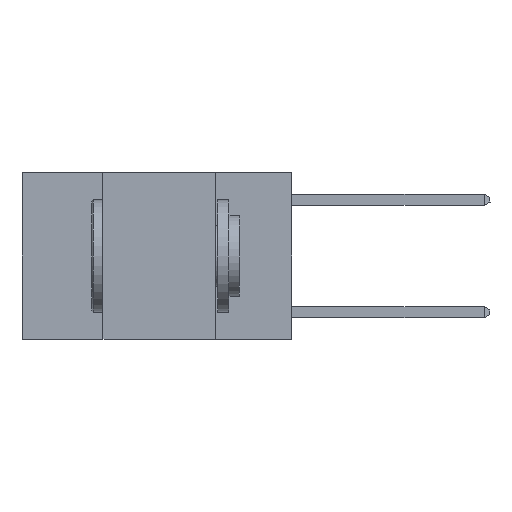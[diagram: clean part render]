
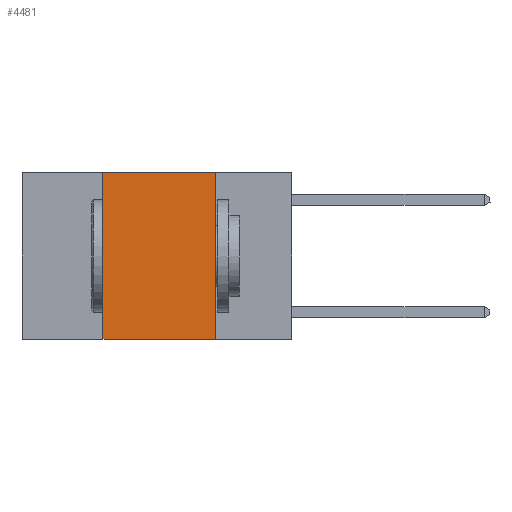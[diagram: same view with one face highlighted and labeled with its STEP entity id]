
A CAD part, left-side view. The second image highlights one B-rep face of the part: STEP entity #4481.
In plain terms, the highlighted planar face has unit normal (-1, 0, 0).
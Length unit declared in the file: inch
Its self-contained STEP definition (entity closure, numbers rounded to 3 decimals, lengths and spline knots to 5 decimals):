
#100 = VERTEX_POINT ( 'NONE', #6053 ) ;
#434 = VECTOR ( 'NONE', #7405, 39.37008 ) ;
#844 = EDGE_CURVE ( 'NONE', #11789, #100, #14674, .T. ) ;
#970 = ORIENTED_EDGE ( 'NONE', *, *, #844, .F. ) ;
#1239 = EDGE_CURVE ( 'NONE', #14125, #1911, #11417, .T. ) ;
#1911 = VERTEX_POINT ( 'NONE', #7625 ) ;
#3325 = VECTOR ( 'NONE', #14522, 39.37008 ) ;
#3737 = LINE ( 'NONE', #5773, #3325 ) ;
#4481 = ADVANCED_FACE ( 'NONE', ( #15603 ), #13824, .F. ) ;
#4665 = VECTOR ( 'NONE', #10603, 39.37008 ) ;
#5274 = CARTESIAN_POINT ( 'NONE',  ( 0., 0.42, 0. ) ) ;
#5773 = CARTESIAN_POINT ( 'NONE',  ( 0., 0.6, -0.37 ) ) ;
#6053 = CARTESIAN_POINT ( 'NONE',  ( 0., 0.42, 0. ) ) ;
#6222 = ORIENTED_EDGE ( 'NONE', *, *, #10199, .T. ) ;
#6399 = DIRECTION ( 'NONE',  ( 0., 0., -1. ) ) ;
#7405 = DIRECTION ( 'NONE',  ( 0., -1., 0. ) ) ;
#7445 = LINE ( 'NONE', #12375, #434 ) ;
#7625 = CARTESIAN_POINT ( 'NONE',  ( 0., 0.17, -0.37 ) ) ;
#8105 = VECTOR ( 'NONE', #10092, 39.37008 ) ;
#8566 = CARTESIAN_POINT ( 'NONE',  ( 0., 0.17, 0. ) ) ;
#8850 = AXIS2_PLACEMENT_3D ( 'NONE', #11376, #13878, #6399 ) ;
#10092 = DIRECTION ( 'NONE',  ( 0., 0., -1. ) ) ;
#10199 = EDGE_CURVE ( 'NONE', #11789, #1911, #3737, .T. ) ;
#10289 = CARTESIAN_POINT ( 'NONE',  ( 0., 0.17, 0. ) ) ;
#10360 = EDGE_CURVE ( 'NONE', #100, #14125, #7445, .T. ) ;
#10603 = DIRECTION ( 'NONE',  ( 0., 0., 1. ) ) ;
#11376 = CARTESIAN_POINT ( 'NONE',  ( 0., 0.6, 0. ) ) ;
#11417 = LINE ( 'NONE', #10289, #8105 ) ;
#11789 = VERTEX_POINT ( 'NONE', #16026 ) ;
#12375 = CARTESIAN_POINT ( 'NONE',  ( 0., 0.6, 0. ) ) ;
#12885 = ORIENTED_EDGE ( 'NONE', *, *, #1239, .F. ) ;
#12933 = ORIENTED_EDGE ( 'NONE', *, *, #10360, .F. ) ;
#13824 = PLANE ( 'NONE',  #8850 ) ;
#13878 = DIRECTION ( 'NONE',  ( 1., 0., 0. ) ) ;
#14125 = VERTEX_POINT ( 'NONE', #8566 ) ;
#14522 = DIRECTION ( 'NONE',  ( 0., -1., 0. ) ) ;
#14674 = LINE ( 'NONE', #5274, #4665 ) ;
#15603 = FACE_OUTER_BOUND ( 'NONE', #15637, .T. ) ;
#15637 = EDGE_LOOP ( 'NONE', ( #12885, #12933, #970, #6222 ) ) ;
#16026 = CARTESIAN_POINT ( 'NONE',  ( 0., 0.42, -0.37 ) ) ;
